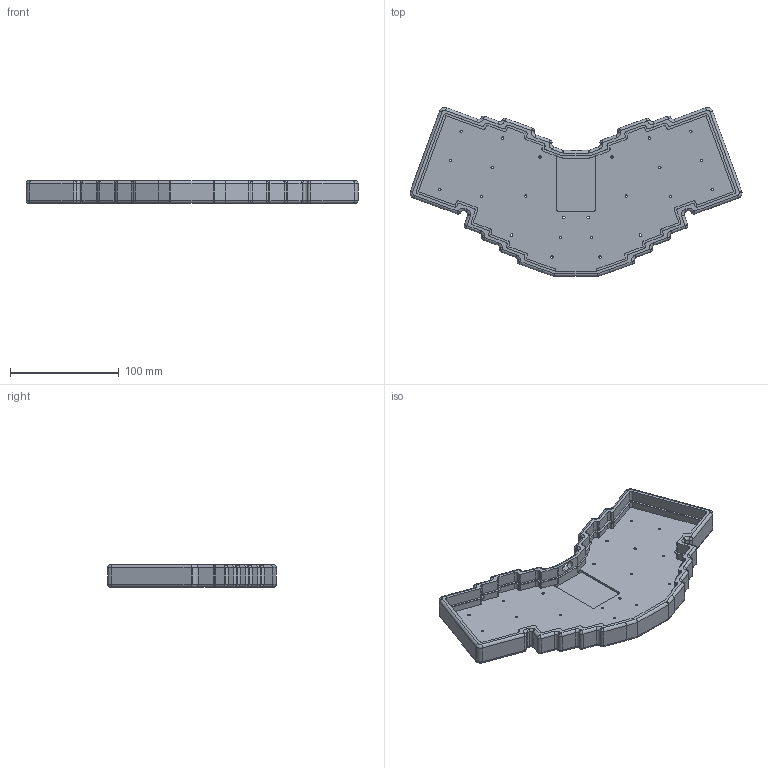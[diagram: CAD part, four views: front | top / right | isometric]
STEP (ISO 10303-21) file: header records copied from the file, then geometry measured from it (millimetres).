
FILE_DESCRIPTION(('HOOPS Exchange Step'),'2;1');
FILE_NAME('temp_export','2023-11-25T22:24:10+19:00',('jscotto'),('Shapr3D Limited'),'HOOPS Exchange 2023.2','Shapr3D','Authorized');
FILE_SCHEMA( ('AUTOMOTIVE_DESIGN { 1 0 10303 214 1 1 1 1 }') );
Length unit declared in the file: millimetre
Products named in the file (1): Case
Bounding box: 305.03 x 155.22 x 20.6 mm (x, y, z)
Volume: 150837.1 mm3; surface area: 95175.3 mm2
Topology: 1 solids, 1 shells, 688 faces, 1907 edges, 1165 vertices
Faces by surface type: cylinder 265, plane 211, cone 94, torus 62, sphere 56
Full cylindrical faces by diameter (mm): 2.2 x24
Entity records: 22874 total; most frequent: CARTESIAN_POINT 4710, DIRECTION 4068, ORIENTED_EDGE 3702, EDGE_CURVE 1851, AXIS2_PLACEMENT_3D 1579, VERTEX_POINT 1165, VECTOR 910, LINE 910
